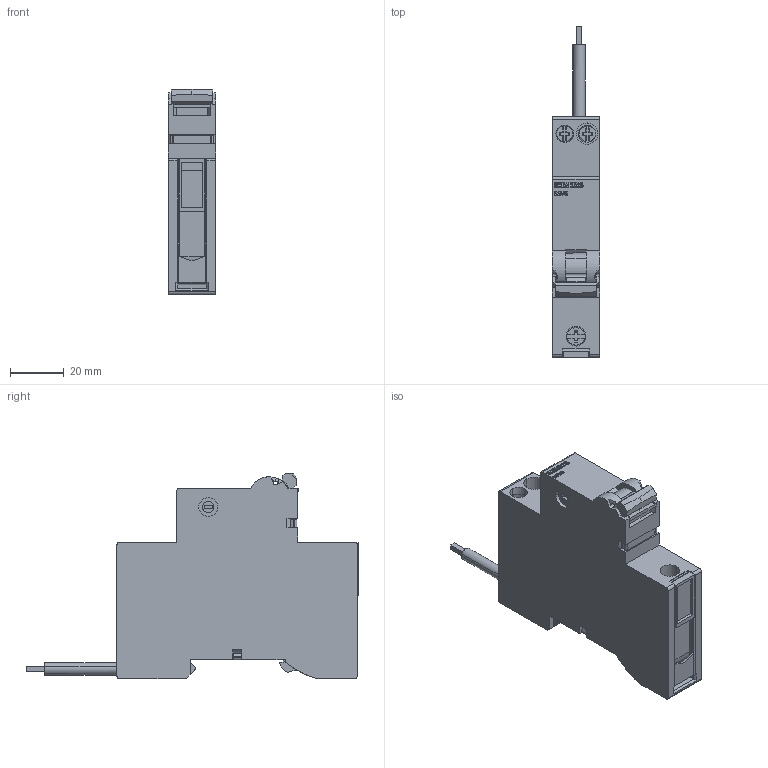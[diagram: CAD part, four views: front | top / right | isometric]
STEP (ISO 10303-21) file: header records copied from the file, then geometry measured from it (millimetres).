
FILE_DESCRIPTION(('STEP AP214'),'1');
FILE_NAME('cctmp_192E4509-18CC-48A5-8C3D-2D55B6FEB297_2023_07_22_08_41_20_0386..stp','2023-07-22T06:41:20',('SIEMENS A&D'),('CADClick - www.CADClick.com'),'Spatial InterOp 3D postprocessed',' ','unknown authorization');
FILE_SCHEMA(('AUTOMOTIVE_DESIGN'));
Length unit declared in the file: millimetre
Products named in the file (1): 2023_07_22_08_41_20_0372
Bounding box: 17.6 x 124.05 x 76.72 mm (x, y, z)
Volume: 89172.3 mm3; surface area: 21731.8 mm2
Topology: 1 solids, 1 shells, 528 faces, 1512 edges, 998 vertices
Faces by surface type: plane 392, cylinder 97, extrusion 22, cone 11, bspline 6
Full cylindrical faces by diameter (mm): 1.5 x1, 6.5 x1
Entity records: 19538 total; most frequent: CARTESIAN_POINT 4033, ORIENTED_EDGE 3000, DIRECTION 2714, EDGE_CURVE 1500, VECTOR 1168, LINE 1146, VERTEX_POINT 991, AXIS2_PLACEMENT_3D 773
